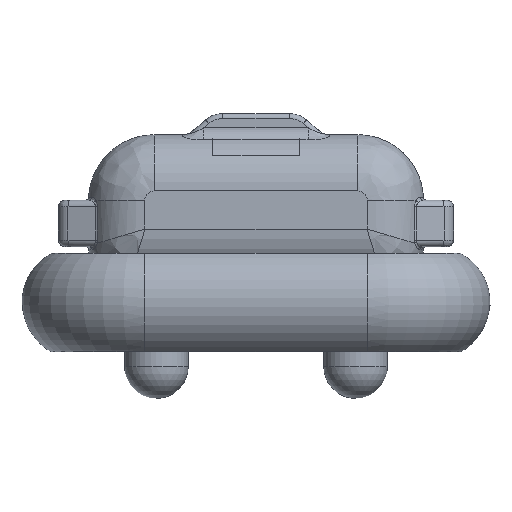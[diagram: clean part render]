
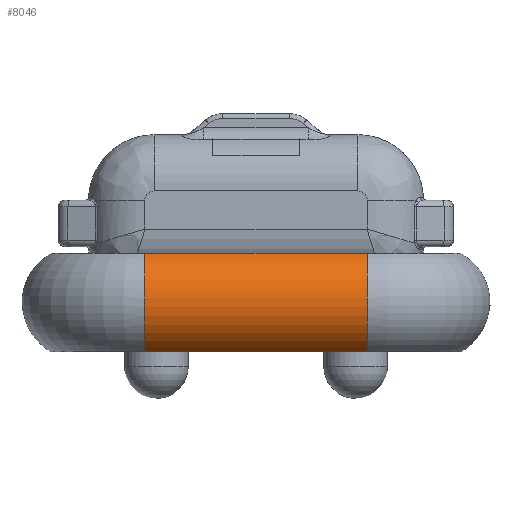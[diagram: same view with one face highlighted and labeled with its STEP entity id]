
A CAD part, front view. The second image highlights one B-rep face of the part: STEP entity #8046.
In plain terms, the highlighted cylindrical face has radius 8.425 mm (diameter 16.851 mm), a partial arc.
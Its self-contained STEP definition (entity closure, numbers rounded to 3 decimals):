
#1114=FACE_OUTER_BOUND('',#1619,.T.);
#1619=EDGE_LOOP('',(#6944,#6945,#6946,#6947));
#2165=CIRCLE('',#8948,8.425);
#2169=CIRCLE('',#8953,8.425);
#2522=LINE('',#17199,#2901);
#2529=LINE('',#17301,#2908);
#2901=VECTOR('',#10908,10.);
#2908=VECTOR('',#10961,10.);
#3559=VERTEX_POINT('',#17195);
#3561=VERTEX_POINT('',#17198);
#3586=VERTEX_POINT('',#17280);
#3591=VERTEX_POINT('',#17299);
#4704=EDGE_CURVE('',#3561,#3559,#2522,.T.);
#4732=EDGE_CURVE('',#3586,#3561,#2165,.T.);
#4738=EDGE_CURVE('',#3591,#3559,#2169,.T.);
#4739=EDGE_CURVE('',#3591,#3586,#2529,.T.);
#6944=ORIENTED_EDGE('',*,*,#4704,.T.);
#6945=ORIENTED_EDGE('',*,*,#4738,.F.);
#6946=ORIENTED_EDGE('',*,*,#4739,.T.);
#6947=ORIENTED_EDGE('',*,*,#4732,.T.);
#7610=CYLINDRICAL_SURFACE('',#8952,8.425);
#8046=ADVANCED_FACE('',(#1114),#7610,.T.);
#8948=AXIS2_PLACEMENT_3D('',#17281,#10949,#10950);
#8952=AXIS2_PLACEMENT_3D('',#17298,#10957,#10958);
#8953=AXIS2_PLACEMENT_3D('',#17300,#10959,#10960);
#10908=DIRECTION('',(1.,0.,0.));
#10949=DIRECTION('center_axis',(1.,0.,0.));
#10950=DIRECTION('ref_axis',(0.,0.,1.));
#10957=DIRECTION('center_axis',(1.,0.,0.));
#10958=DIRECTION('ref_axis',(0.,0.,1.));
#10959=DIRECTION('center_axis',(1.,0.,0.));
#10960=DIRECTION('ref_axis',(0.,0.,1.));
#10961=DIRECTION('',(-1.,0.,0.));
#17195=CARTESIAN_POINT('',(16.75,-23.556,-10.));
#17198=CARTESIAN_POINT('',(-16.75,-23.556,-10.));
#17199=CARTESIAN_POINT('',(8.375,-23.556,-10.));
#17280=CARTESIAN_POINT('',(-16.75,-23.556,4.851));
#17281=CARTESIAN_POINT('Origin',(-16.75,-19.575,-2.575));
#17298=CARTESIAN_POINT('Origin',(8.375,-19.575,-2.575));
#17299=CARTESIAN_POINT('',(16.75,-23.556,4.851));
#17300=CARTESIAN_POINT('Origin',(16.75,-19.575,-2.575));
#17301=CARTESIAN_POINT('',(8.375,-23.556,4.851));
